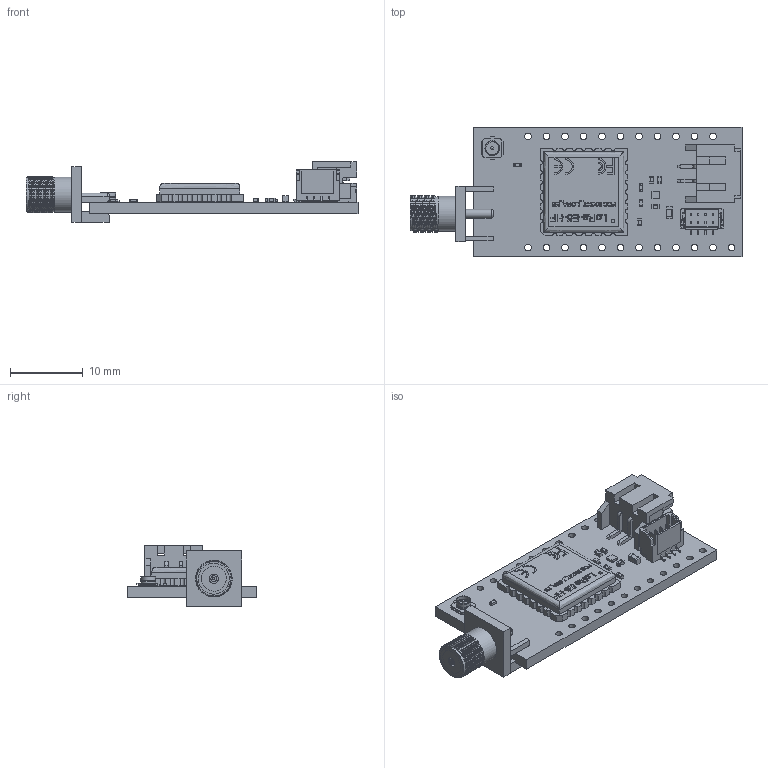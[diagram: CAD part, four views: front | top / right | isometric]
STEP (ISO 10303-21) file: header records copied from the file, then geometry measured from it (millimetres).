
FILE_DESCRIPTION(('KiCad electronic assembly'),'2;1');
FILE_NAME('Shield_Lora_P1.step','2024-03-23T17:26:17',('Pcbnew'),( 'Kicad'),'Open CASCADE STEP processor 7.7','KiCad to STEP converter' ,'Unknown');
FILE_SCHEMA(('AUTOMOTIVE_DESIGN { 1 0 10303 214 1 1 1 1 }'));
Length unit declared in the file: millimetre
Products named in the file (22): Shield_Lora_P1 1; SMA_Molex_73251-1153_EdgeMount_Horizontal; C_0402_1005Metric; R_0402_1005Metric; JST_PH_2pion_Horiz; S2B-PH-SM4-TB(LF)(SN); C_0603_1608Metric; LED_0402_1005Metric; NCP170AMX170TCG; NCP160AMX280TBG; U.FL_Hirose_U.FL-R-SMT-1_Vertical; JST_SH_4pin_Vert; BM04B-SRSS-TBT(LF)(SN); LoRa_E5; LoRA v2; Shield_Lora_P1_PCB
Assembly tree (25 placements, depth 3):
  Shield_Lora_P1 1
    SMA_Molex_73251-1153_EdgeMount_Horizontal
      SMA_Molex_73251-1153_EdgeMount_Horizontal
    C_0402_1005Metric  x3
      C_0402_1005Metric
    R_0402_1005Metric  x3
      R_0402_1005Metric
    JST_PH_2pion_Horiz
      S2B-PH-SM4-TB(LF)(SN)
    C_0603_1608Metric
      C_0603_1608Metric
    LED_0402_1005Metric
      LED_0402_1005Metric
    NCP170AMX170TCG
      NCP160AMX280TBG
    U.FL_Hirose_U.FL-R-SMT-1_Vertical
      U.FL_Hirose_U.FL-R-SMT-1_Vertical
    JST_SH_4pin_Vert
      BM04B-SRSS-TBT(LF)(SN)
    LoRa_E5
      LoRA v2
    Shield_Lora_P1_PCB
Bounding box: 45.58 x 17.78 x 8.35 mm (x, y, z)
Volume: 1752.1 mm3; surface area: 3345.1 mm2
Topology: 72 solids, 72 shells, 1492 faces, 3801 edges, 2499 vertices
Faces by surface type: plane 999, bspline 306, cylinder 183, cone 3, sphere 1
Full cylindrical faces by diameter (mm): 0.4 x1, 0.5 x1, 0.9 x12, 0.914 x11, 1.8 x1, 1.92 x1, 2 x2
Entity records: 46757 total; most frequent: CARTESIAN_POINT 12152, ORIENTED_EDGE 7040, DIRECTION 5426, EDGE_CURVE 3520, LINE 2626, VECTOR 2626, VERTEX_POINT 2315, FACE_BOUND 1499
